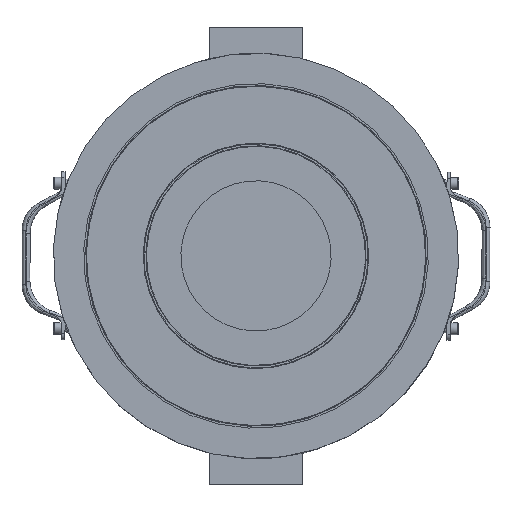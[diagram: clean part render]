
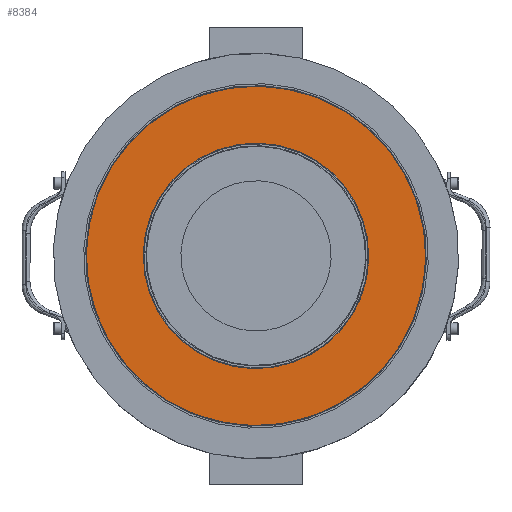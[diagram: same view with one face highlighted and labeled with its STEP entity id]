
A CAD part, top view. The second image highlights one B-rep face of the part: STEP entity #8384.
In plain terms, the highlighted planar face has unit normal (0, 0, 1).
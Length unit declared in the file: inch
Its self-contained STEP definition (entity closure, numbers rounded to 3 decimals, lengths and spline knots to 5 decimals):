
#8253=CARTESIAN_POINT('',(-5.02875,-2.07587,1.553));
#8254=VERTEX_POINT('',#8253);
#8255=CARTESIAN_POINT('',(-0.01716,0.,1.553));
#8256=DIRECTION('',(0.0,0.0,-1.));
#8257=DIRECTION('',(0.924,0.383,0.0));
#8258=AXIS2_PLACEMENT_3D('',#8255,#8256,#8257);
#8259=CIRCLE('',#8258,5.4245);
#8260=EDGE_CURVE('',#8254,#8254,#8259,.T.);
#8281=CARTESIAN_POINT('',(-3.34359,-1.37785,1.553));
#8282=VERTEX_POINT('',#8281);
#8283=CARTESIAN_POINT('',(-0.01716,0.,1.553));
#8284=DIRECTION('',(0.0,0.0,-1.0));
#8285=DIRECTION('',(0.924,0.383,0.0));
#8286=AXIS2_PLACEMENT_3D('',#8283,#8284,#8285);
#8287=CIRCLE('',#8286,3.6005);
#8288=EDGE_CURVE('',#8282,#8282,#8287,.T.);
#8373=CARTESIAN_POINT('',(0.40358,0.17428,1.553));
#8374=DIRECTION('',(0.0,0.0,1.0));
#8375=DIRECTION('',(1.0,0.0,0.0));
#8376=AXIS2_PLACEMENT_3D('',#8373,#8374,#8375);
#8377=PLANE('',#8376);
#8378=ORIENTED_EDGE('',*,*,#8260,.F.);
#8379=EDGE_LOOP('',(#8378));
#8380=FACE_OUTER_BOUND('',#8379,.T.);
#8381=ORIENTED_EDGE('',*,*,#8288,.T.);
#8382=EDGE_LOOP('',(#8381));
#8383=FACE_BOUND('',#8382,.T.);
#8384=ADVANCED_FACE('',(#8380,#8383),#8377,.T.);
